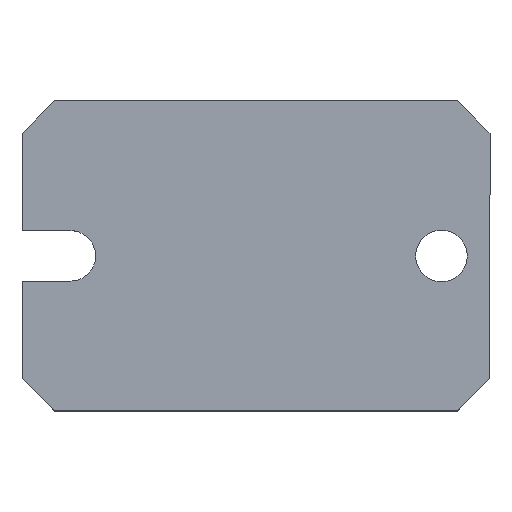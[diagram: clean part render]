
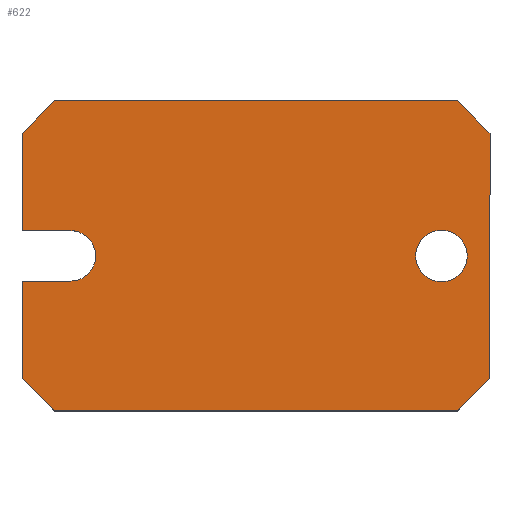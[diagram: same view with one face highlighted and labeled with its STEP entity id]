
A CAD part, top view. The second image highlights one B-rep face of the part: STEP entity #622.
In plain terms, the highlighted planar face has unit normal (0, 0, 1).
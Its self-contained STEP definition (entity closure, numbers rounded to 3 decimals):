
#70=CARTESIAN_POINT('',(15.1,2.1,12.02));
#71=VERTEX_POINT('',#70);
#80=CARTESIAN_POINT('',(15.1,-2.1,12.02));
#81=VERTEX_POINT('',#80);
#82=CARTESIAN_POINT('',(15.1,0.,12.02));
#83=DIRECTION('',(0.0,0.0,-1.0));
#84=DIRECTION('',(0.0,1.0,0.0));
#85=AXIS2_PLACEMENT_3D('',#82,#83,#84);
#86=CIRCLE('',#85,2.1);
#87=EDGE_CURVE('',#81,#71,#86,.T.);
#121=CARTESIAN_POINT('',(15.1,0.,12.02));
#122=DIRECTION('',(0.0,0.0,-1.0));
#123=DIRECTION('',(0.0,1.0,0.0));
#124=AXIS2_PLACEMENT_3D('',#121,#122,#123);
#125=CIRCLE('',#124,2.1);
#126=EDGE_CURVE('',#71,#81,#125,.T.);
#136=CARTESIAN_POINT('',(-15.15,-2.049,12.02));
#137=VERTEX_POINT('',#136);
#146=CARTESIAN_POINT('',(-15.15,2.049,12.02));
#147=VERTEX_POINT('',#146);
#148=CARTESIAN_POINT('',(-15.1,0.,12.02));
#149=DIRECTION('',(0.0,0.0,-1.0));
#150=DIRECTION('',(0.0,1.0,0.0));
#151=AXIS2_PLACEMENT_3D('',#148,#149,#150);
#152=CIRCLE('',#151,2.05);
#153=EDGE_CURVE('',#147,#137,#152,.T.);
#179=CARTESIAN_POINT('',(-15.2,2.05,12.02));
#180=VERTEX_POINT('',#179);
#181=CARTESIAN_POINT('',(-15.2,0.,12.02));
#182=DIRECTION('',(0.0,0.0,-1.0));
#183=DIRECTION('',(1.0,0.0,0.0));
#184=AXIS2_PLACEMENT_3D('',#181,#182,#183);
#185=CIRCLE('',#184,2.05);
#186=EDGE_CURVE('',#180,#147,#185,.T.);
#221=CARTESIAN_POINT('',(-15.2,-2.05,12.02));
#222=VERTEX_POINT('',#221);
#229=CARTESIAN_POINT('',(-15.2,0.,12.02));
#230=DIRECTION('',(0.0,0.0,-1.0));
#231=DIRECTION('',(1.0,0.0,0.0));
#232=AXIS2_PLACEMENT_3D('',#229,#230,#231);
#233=CIRCLE('',#232,2.05);
#234=EDGE_CURVE('',#137,#222,#233,.T.);
#254=CARTESIAN_POINT('',(-19.05,-9.995,12.02));
#255=VERTEX_POINT('',#254);
#262=CARTESIAN_POINT('',(-19.05,-2.05,12.02));
#263=VERTEX_POINT('',#262);
#264=CARTESIAN_POINT('',(-19.05,-2.05,12.02));
#265=DIRECTION('',(0.0,-1.0,0.0));
#266=VECTOR('',#265,7.945);
#267=LINE('',#264,#266);
#268=EDGE_CURVE('',#263,#255,#267,.T.);
#292=CARTESIAN_POINT('',(-16.42,-12.625,12.02));
#293=VERTEX_POINT('',#292);
#300=CARTESIAN_POINT('',(-19.05,-9.995,12.02));
#301=DIRECTION('',(0.707,-0.707,0.));
#302=VECTOR('',#301,3.719);
#303=LINE('',#300,#302);
#304=EDGE_CURVE('',#255,#293,#303,.T.);
#323=CARTESIAN_POINT('',(16.42,-12.625,12.02));
#324=VERTEX_POINT('',#323);
#331=CARTESIAN_POINT('',(-16.42,-12.625,12.02));
#332=DIRECTION('',(1.0,0.,0.));
#333=VECTOR('',#332,32.84);
#334=LINE('',#331,#333);
#335=EDGE_CURVE('',#293,#324,#334,.T.);
#354=CARTESIAN_POINT('',(19.05,-9.995,12.02));
#355=VERTEX_POINT('',#354);
#362=CARTESIAN_POINT('',(16.42,-12.625,12.02));
#363=DIRECTION('',(0.707,0.707,0.0));
#364=VECTOR('',#363,3.719);
#365=LINE('',#362,#364);
#366=EDGE_CURVE('',#324,#355,#365,.T.);
#385=CARTESIAN_POINT('',(19.05,9.995,12.02));
#386=VERTEX_POINT('',#385);
#393=CARTESIAN_POINT('',(19.05,-9.995,12.02));
#394=DIRECTION('',(0.0,1.0,0.0));
#395=VECTOR('',#394,19.99);
#396=LINE('',#393,#395);
#397=EDGE_CURVE('',#355,#386,#396,.T.);
#416=CARTESIAN_POINT('',(16.42,12.625,12.02));
#417=VERTEX_POINT('',#416);
#424=CARTESIAN_POINT('',(19.05,9.995,12.02));
#425=DIRECTION('',(-0.707,0.707,0.));
#426=VECTOR('',#425,3.719);
#427=LINE('',#424,#426);
#428=EDGE_CURVE('',#386,#417,#427,.T.);
#447=CARTESIAN_POINT('',(-16.42,12.625,12.02));
#448=VERTEX_POINT('',#447);
#455=CARTESIAN_POINT('',(16.42,12.625,12.02));
#456=DIRECTION('',(-1.,0.,0.));
#457=VECTOR('',#456,32.84);
#458=LINE('',#455,#457);
#459=EDGE_CURVE('',#417,#448,#458,.T.);
#478=CARTESIAN_POINT('',(-19.05,9.995,12.02));
#479=VERTEX_POINT('',#478);
#486=CARTESIAN_POINT('',(-16.42,12.625,12.02));
#487=DIRECTION('',(-0.707,-0.707,0.0));
#488=VECTOR('',#487,3.719);
#489=LINE('',#486,#488);
#490=EDGE_CURVE('',#448,#479,#489,.T.);
#509=CARTESIAN_POINT('',(-19.05,2.05,12.02));
#510=VERTEX_POINT('',#509);
#517=CARTESIAN_POINT('',(-19.05,9.995,12.02));
#518=DIRECTION('',(0.0,-1.0,0.0));
#519=VECTOR('',#518,7.945);
#520=LINE('',#517,#519);
#521=EDGE_CURVE('',#479,#510,#520,.T.);
#539=CARTESIAN_POINT('',(-19.05,2.05,12.02));
#540=DIRECTION('',(1.0,0.0,0.0));
#541=VECTOR('',#540,3.85);
#542=LINE('',#539,#541);
#543=EDGE_CURVE('',#510,#180,#542,.T.);
#561=CARTESIAN_POINT('',(-15.2,-2.05,12.02));
#562=DIRECTION('',(-1.0,0.0,0.0));
#563=VECTOR('',#562,3.85);
#564=LINE('',#561,#563);
#565=EDGE_CURVE('',#222,#263,#564,.T.);
#597=CARTESIAN_POINT('',(15.05,0.,12.02));
#598=DIRECTION('',(0.0,0.0,1.0));
#599=DIRECTION('',(0.0,1.0,0.0));
#600=AXIS2_PLACEMENT_3D('',#597,#598,#599);
#601=PLANE('',#600);
#602=ORIENTED_EDGE('',*,*,#153,.T.);
#603=ORIENTED_EDGE('',*,*,#234,.T.);
#604=ORIENTED_EDGE('',*,*,#565,.T.);
#605=ORIENTED_EDGE('',*,*,#268,.T.);
#606=ORIENTED_EDGE('',*,*,#304,.T.);
#607=ORIENTED_EDGE('',*,*,#335,.T.);
#608=ORIENTED_EDGE('',*,*,#366,.T.);
#609=ORIENTED_EDGE('',*,*,#397,.T.);
#610=ORIENTED_EDGE('',*,*,#428,.T.);
#611=ORIENTED_EDGE('',*,*,#459,.T.);
#612=ORIENTED_EDGE('',*,*,#490,.T.);
#613=ORIENTED_EDGE('',*,*,#521,.T.);
#614=ORIENTED_EDGE('',*,*,#543,.T.);
#615=ORIENTED_EDGE('',*,*,#186,.T.);
#616=EDGE_LOOP('',(#602,#603,#604,#605,#606,#607,#608,#609,#610,#611,#612,#613,#614,#615));
#617=FACE_OUTER_BOUND('',#616,.T.);
#618=ORIENTED_EDGE('',*,*,#126,.T.);
#619=ORIENTED_EDGE('',*,*,#87,.T.);
#620=EDGE_LOOP('',(#618,#619));
#621=FACE_BOUND('',#620,.T.);
#622=ADVANCED_FACE('',(#617,#621),#601,.T.);
